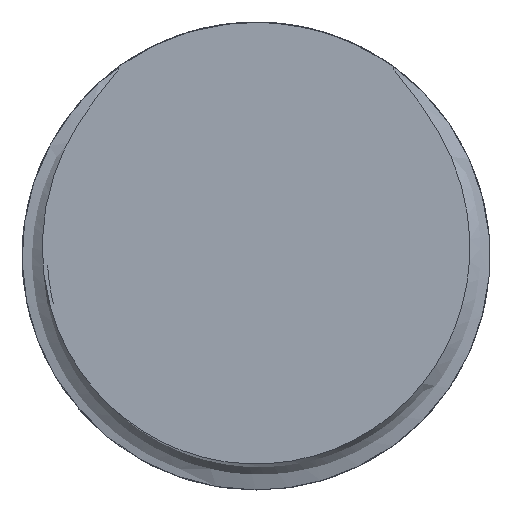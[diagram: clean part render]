
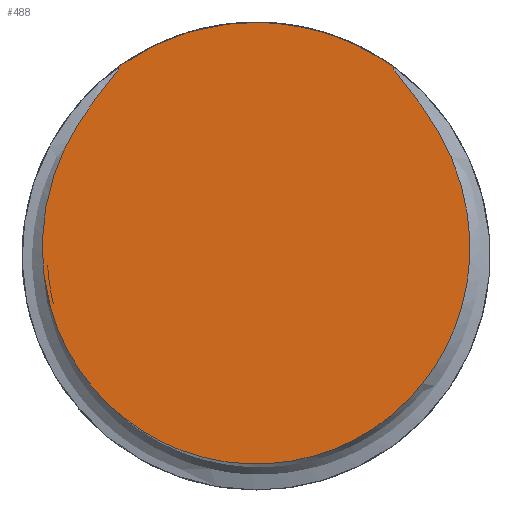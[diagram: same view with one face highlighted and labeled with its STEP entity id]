
A CAD part, front view. The second image highlights one B-rep face of the part: STEP entity #488.
In plain terms, the highlighted planar face has unit normal (0, -1, 0).
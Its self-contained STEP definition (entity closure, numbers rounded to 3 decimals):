
#17=B_SPLINE_CURVE_WITH_KNOTS('',3,(#1738,#1739,#1740,#1741,#1742,#1743,
#1744,#1745,#1746,#1747,#1748,#1749,#1750,#1751,#1752,#1753,#1754,#1755,
#1756,#1757,#1758,#1759,#1760,#1761,#1762,#1763,#1764,#1765,#1766,#1767,
#1768,#1769,#1770,#1771,#1772,#1773,#1774,#1775,#1776,#1777,#1778,#1779,
#1780,#1781,#1782,#1783,#1784,#1785,#1786,#1787,#1788,#1789),
 .UNSPECIFIED.,.F.,.F.,(4,2,2,2,2,2,2,2,2,2,2,2,2,2,2,2,2,2,2,2,2,2,2,2,
2,4),(0.,0.002,0.004,0.009,
0.021,0.05,0.1,0.147,
0.195,0.22,0.269,0.32,
0.369,0.382,0.431,0.481,
0.531,0.561,0.584,0.61,
0.633,0.642,0.646,0.648,0.649,
0.649),.UNSPECIFIED.);
#19=PLANE('',#535);
#47=FACE_OUTER_BOUND('',#74,.T.);
#74=EDGE_LOOP('',(#388,#389));
#80=CIRCLE('',#509,9.);
#173=VERTEX_POINT('',#635);
#174=VERTEX_POINT('',#651);
#223=EDGE_CURVE('',#173,#174,#80,.T.);
#292=EDGE_CURVE('',#174,#173,#17,.T.);
#388=ORIENTED_EDGE('',*,*,#223,.F.);
#389=ORIENTED_EDGE('',*,*,#292,.F.);
#488=ADVANCED_FACE('',(#47),#19,.F.);
#509=AXIS2_PLACEMENT_3D('',#652,#546,#547);
#535=AXIS2_PLACEMENT_3D('',#1737,#618,#619);
#546=DIRECTION('center_axis',(0.,1.,0.));
#547=DIRECTION('ref_axis',(0.,0.,1.));
#618=DIRECTION('center_axis',(0.,1.,0.));
#619=DIRECTION('ref_axis',(0.,0.,1.));
#635=CARTESIAN_POINT('',(-5.273,-114.,7.294));
#651=CARTESIAN_POINT('',(5.273,-114.,7.294));
#652=CARTESIAN_POINT('Origin',(0.,-114.,0.));
#1737=CARTESIAN_POINT('Origin',(0.,-114.,0.));
#1738=CARTESIAN_POINT('Ctrl Pts',(5.273,-114.,7.294));
#1739=CARTESIAN_POINT('Ctrl Pts',(5.269,-114.,7.289));
#1740=CARTESIAN_POINT('Ctrl Pts',(5.267,-114.,7.283));
#1741=CARTESIAN_POINT('Ctrl Pts',(5.264,-114.,7.27));
#1742=CARTESIAN_POINT('Ctrl Pts',(5.263,-114.,7.263));
#1743=CARTESIAN_POINT('Ctrl Pts',(5.265,-114.,7.239));
#1744=CARTESIAN_POINT('Ctrl Pts',(5.271,-114.,7.22));
#1745=CARTESIAN_POINT('Ctrl Pts',(5.3,-114.,7.151));
#1746=CARTESIAN_POINT('Ctrl Pts',(5.339,-114.,7.09));
#1747=CARTESIAN_POINT('Ctrl Pts',(5.517,-114.,6.848));
#1748=CARTESIAN_POINT('Ctrl Pts',(5.72,-114.,6.614));
#1749=CARTESIAN_POINT('Ctrl Pts',(6.385,-114.,5.788));
#1750=CARTESIAN_POINT('Ctrl Pts',(6.94,-114.,5.039));
#1751=CARTESIAN_POINT('Ctrl Pts',(7.824,-114.,3.119));
#1752=CARTESIAN_POINT('Ctrl Pts',(8.083,-114.,2.175));
#1753=CARTESIAN_POINT('Ctrl Pts',(8.282,-114.,0.219));
#1754=CARTESIAN_POINT('Ctrl Pts',(8.211,-114.,-0.782));
#1755=CARTESIAN_POINT('Ctrl Pts',(7.839,-114.,-2.257));
#1756=CARTESIAN_POINT('Ctrl Pts',(7.663,-114.,-2.757));
#1757=CARTESIAN_POINT('Ctrl Pts',(7.006,-114.,-4.167));
#1758=CARTESIAN_POINT('Ctrl Pts',(6.404,-114.,-5.009));
#1759=CARTESIAN_POINT('Ctrl Pts',(4.897,-114.,-6.454));
#1760=CARTESIAN_POINT('Ctrl Pts',(3.996,-114.,-7.035));
#1761=CARTESIAN_POINT('Ctrl Pts',(2.055,-114.,-7.803));
#1762=CARTESIAN_POINT('Ctrl Pts',(1.041,-114.,-7.998));
#1763=CARTESIAN_POINT('Ctrl Pts',(-0.243,-114.,-8.001));
#1764=CARTESIAN_POINT('Ctrl Pts',(-0.504,-114.,-7.989));
#1765=CARTESIAN_POINT('Ctrl Pts',(-1.797,-114.,-7.867));
#1766=CARTESIAN_POINT('Ctrl Pts',(-2.802,-114.,-7.574));
#1767=CARTESIAN_POINT('Ctrl Pts',(-4.658,-114.,-6.623));
#1768=CARTESIAN_POINT('Ctrl Pts',(-5.49,-114.,-5.97));
#1769=CARTESIAN_POINT('Ctrl Pts',(-6.858,-114.,-4.399));
#1770=CARTESIAN_POINT('Ctrl Pts',(-7.386,-114.,-3.495));
#1771=CARTESIAN_POINT('Ctrl Pts',(-7.942,-114.,-1.932));
#1772=CARTESIAN_POINT('Ctrl Pts',(-8.225,-114.,-0.945));
#1773=CARTESIAN_POINT('Ctrl Pts',(-8.226,-114.,1.343));
#1774=CARTESIAN_POINT('Ctrl Pts',(-8.049,-114.,2.334));
#1775=CARTESIAN_POINT('Ctrl Pts',(-7.332,-114.,4.335));
#1776=CARTESIAN_POINT('Ctrl Pts',(-6.826,-114.,5.148));
#1777=CARTESIAN_POINT('Ctrl Pts',(-6.044,-114.,6.237));
#1778=CARTESIAN_POINT('Ctrl Pts',(-5.705,-114.,6.62));
#1779=CARTESIAN_POINT('Ctrl Pts',(-5.402,-114.,7.001));
#1780=CARTESIAN_POINT('Ctrl Pts',(-5.335,-114.,7.093));
#1781=CARTESIAN_POINT('Ctrl Pts',(-5.28,-114.,7.194));
#1782=CARTESIAN_POINT('Ctrl Pts',(-5.269,-114.,7.221));
#1783=CARTESIAN_POINT('Ctrl Pts',(-5.264,-114.,7.253));
#1784=CARTESIAN_POINT('Ctrl Pts',(-5.263,-114.,7.263));
#1785=CARTESIAN_POINT('Ctrl Pts',(-5.265,-114.,7.276));
#1786=CARTESIAN_POINT('Ctrl Pts',(-5.266,-114.,7.28));
#1787=CARTESIAN_POINT('Ctrl Pts',(-5.269,-114.,7.287));
#1788=CARTESIAN_POINT('Ctrl Pts',(-5.271,-114.,7.291));
#1789=CARTESIAN_POINT('Ctrl Pts',(-5.273,-114.,7.294));
